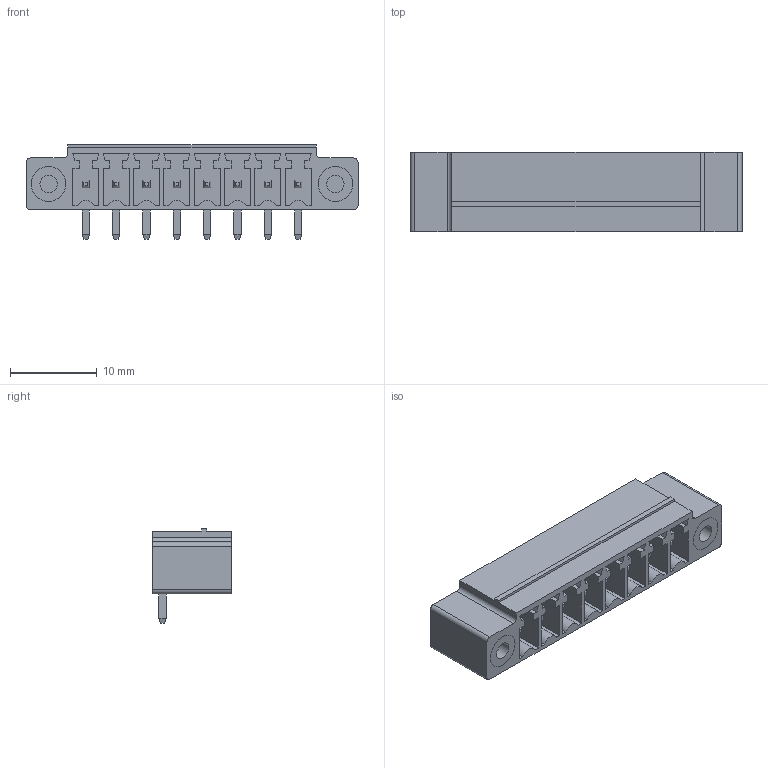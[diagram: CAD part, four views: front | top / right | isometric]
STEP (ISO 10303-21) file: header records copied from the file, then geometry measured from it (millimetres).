
FILE_DESCRIPTION(/* description */ ('model of PhoenixContact_MC-GF_08x3.50mm_Angled_ThreadedFlange.'),/* implementation_level */ FILE_NAME(/* name */ 'PhoenixContact_MC-GF_08x3.50mm_Angled_ThreadedFlange..stp',/* time_stamp */ '2017-02-23T23:57:57',/* author */ ('Rene Poeschl',''),/* organization */ (''),/* preprocessor_version */ '',/* originating_system */ '',/* authorisation */ '');
FILE_NAME(/* name */ 'PhoenixContact_MC-GF_08x3.50mm_Angled_ThreadedFlange..stp',/* time_stamp */ '2017-02-23T23:57:57',/* author */ ('Rene Poeschl',''),/* organization */ (''),/* preprocessor_version */ '',/* originating_system */ '',/* authorisation */ '');
FILE_SCHEMA(('AUTOMOTIVE_DESIGN_CC2 { 1 2 10303 214 -1 1 5 4 }'));
Length unit declared in the file: millimetre
Products named in the file (1): MC_01x08_GF_3_5mm
Bounding box: 38.3 x 9.2 x 10.95 mm (x, y, z)
Volume: 1640.5 mm3; surface area: 2767.3 mm2
Topology: 1 solids, 1 shells, 290 faces, 718 edges, 458 vertices
Faces by surface type: plane 274, cylinder 16
Full cylindrical faces by diameter (mm): 2 x2
Entity records: 19676 total; most frequent: CARTESIAN_POINT 3163, DIRECTION 2620, LINE 1956, VECTOR 1956, ORIENTED_EDGE 1436, PCURVE 1436, DEFINITIONAL_REPRESENTATION 1436, EDGE_CURVE 718
